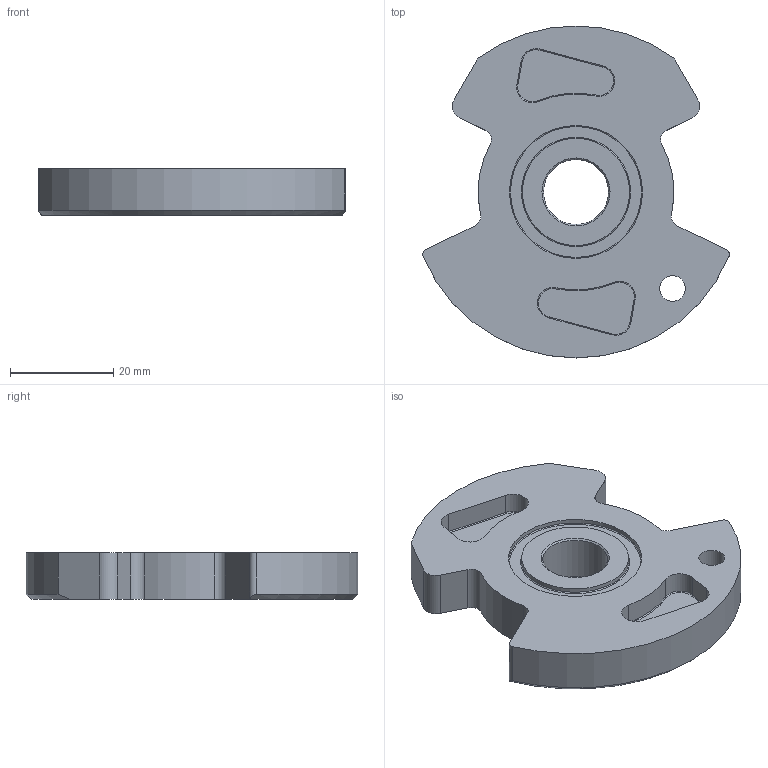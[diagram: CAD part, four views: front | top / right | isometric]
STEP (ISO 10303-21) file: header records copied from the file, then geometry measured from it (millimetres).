
FILE_DESCRIPTION(/* description */ (''),/* implementation_level */ '2;1');
FILE_NAME(/* name */ 'Part 003.stp',/* time_stamp */ '2015-03-31T16:38:42+03:00',/* author */ ('SFC'),/* organization */ (''),/* preprocessor_version */ 'ST-DEVELOPER v15.2',/* originating_system */ 'Autodesk Inventor 2014',/* authorisation */ '');
FILE_SCHEMA (('AUTOMOTIVE_DESIGN { 1 0 10303 214 3 1 1 }'));
Length unit declared in the file: millimetre
Products named in the file (1): Part 003
Bounding box: 59.49 x 64.4 x 9.1 mm (x, y, z)
Volume: 20618.9 mm3; surface area: 7872.9 mm2
Topology: 1 solids, 1 shells, 76 faces, 190 edges, 122 vertices
Faces by surface type: cylinder 28, plane 22, cone 16, torus 10
Full cylindrical faces by diameter (mm): 5 x1, 12.6 x1, 20.8 x1, 25.8 x1
Entity records: 2298 total; most frequent: DIRECTION 424, CARTESIAN_POINT 407, ORIENTED_EDGE 360, EDGE_CURVE 180, AXIS2_PLACEMENT_3D 173, VERTEX_POINT 120, CIRCLE 96, EDGE_LOOP 94
